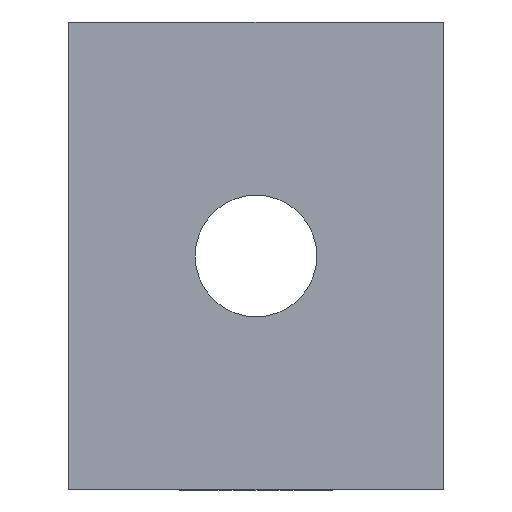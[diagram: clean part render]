
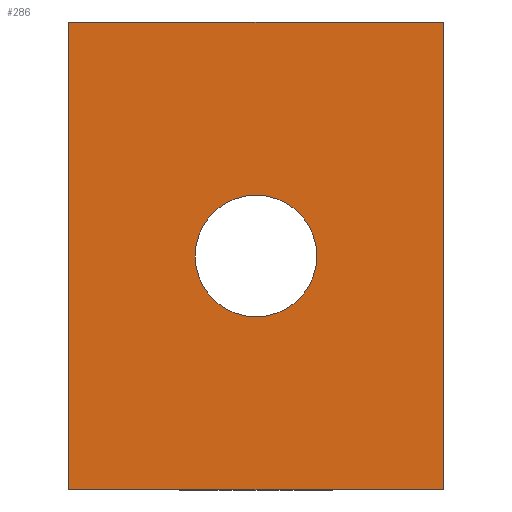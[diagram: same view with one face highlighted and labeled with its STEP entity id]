
A CAD part, front view. The second image highlights one B-rep face of the part: STEP entity #286.
In plain terms, the highlighted planar face has unit normal (0, -1, 0).
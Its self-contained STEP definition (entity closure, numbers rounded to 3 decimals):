
#18=FACE_BOUND('',#48,.T.);
#22=CIRCLE('',#326,6.5);
#31=FACE_OUTER_BOUND('',#47,.T.);
#47=EDGE_LOOP('',(#216,#217,#218,#219,#220,#221));
#48=EDGE_LOOP('',(#222));
#58=LINE('',#412,#90);
#71=LINE('',#443,#103);
#80=LINE('',#459,#112);
#81=LINE('',#461,#113);
#82=LINE('',#463,#114);
#83=LINE('',#464,#115);
#90=VECTOR('',#340,10.);
#103=VECTOR('',#363,10.);
#112=VECTOR('',#380,10.);
#113=VECTOR('',#381,10.);
#114=VECTOR('',#382,10.);
#115=VECTOR('',#383,10.);
#122=VERTEX_POINT('',#409);
#123=VERTEX_POINT('',#411);
#135=VERTEX_POINT('',#441);
#136=VERTEX_POINT('',#442);
#140=VERTEX_POINT('',#460);
#141=VERTEX_POINT('',#462);
#142=VERTEX_POINT('',#465);
#146=EDGE_CURVE('',#122,#123,#58,.T.);
#161=EDGE_CURVE('',#135,#136,#71,.T.);
#170=EDGE_CURVE('',#122,#135,#80,.T.);
#171=EDGE_CURVE('',#136,#140,#81,.T.);
#172=EDGE_CURVE('',#140,#141,#82,.T.);
#173=EDGE_CURVE('',#123,#141,#83,.T.);
#174=EDGE_CURVE('',#142,#142,#22,.T.);
#216=ORIENTED_EDGE('',*,*,#146,.F.);
#217=ORIENTED_EDGE('',*,*,#170,.T.);
#218=ORIENTED_EDGE('',*,*,#161,.T.);
#219=ORIENTED_EDGE('',*,*,#171,.T.);
#220=ORIENTED_EDGE('',*,*,#172,.T.);
#221=ORIENTED_EDGE('',*,*,#173,.F.);
#222=ORIENTED_EDGE('',*,*,#174,.T.);
#259=PLANE('',#325);
#286=ADVANCED_FACE('',(#31,#18),#259,.F.);
#325=AXIS2_PLACEMENT_3D('',#458,#378,#379);
#326=AXIS2_PLACEMENT_3D('',#466,#384,#385);
#340=DIRECTION('',(0.,0.,-1.));
#363=DIRECTION('',(-1.,0.,0.));
#378=DIRECTION('center_axis',(0.,1.,0.));
#379=DIRECTION('ref_axis',(0.,0.,1.));
#380=DIRECTION('',(0.,0.,1.));
#381=DIRECTION('',(0.,0.,-1.));
#382=DIRECTION('',(0.,0.,-1.));
#383=DIRECTION('',(-1.,0.,0.));
#384=DIRECTION('center_axis',(0.,1.,0.));
#385=DIRECTION('ref_axis',(1.,0.,0.));
#409=CARTESIAN_POINT('',(0.,0.,-42.));
#411=CARTESIAN_POINT('',(0.,0.,-50.));
#412=CARTESIAN_POINT('',(0.,0.,-35.5));
#441=CARTESIAN_POINT('',(0.,0.,0.));
#442=CARTESIAN_POINT('',(-40.,0.,0.));
#443=CARTESIAN_POINT('',(0.,0.,0.));
#458=CARTESIAN_POINT('Origin',(-20.,0.,-25.));
#459=CARTESIAN_POINT('',(0.,0.,-50.));
#460=CARTESIAN_POINT('',(-40.,0.,-42.));
#461=CARTESIAN_POINT('',(-40.,0.,0.));
#462=CARTESIAN_POINT('',(-40.,0.,-50.));
#463=CARTESIAN_POINT('',(-40.,0.,-35.5));
#464=CARTESIAN_POINT('',(-20.,0.,-50.));
#465=CARTESIAN_POINT('',(-26.5,0.,-25.));
#466=CARTESIAN_POINT('Origin',(-20.,0.,-25.));
